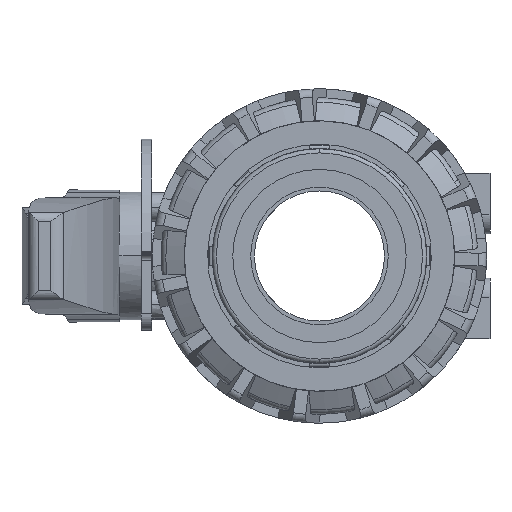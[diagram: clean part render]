
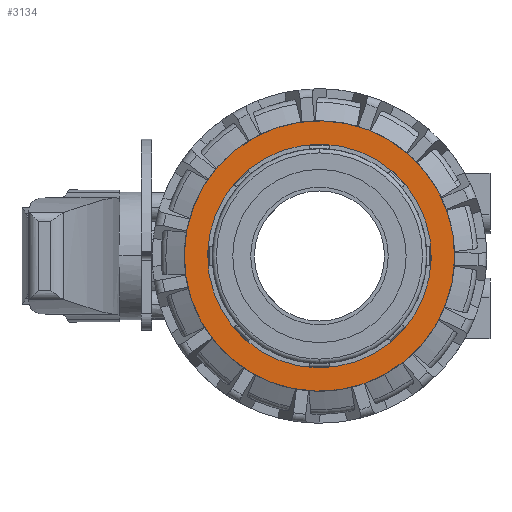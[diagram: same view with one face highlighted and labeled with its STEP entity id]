
A CAD part, left-side view. The second image highlights one B-rep face of the part: STEP entity #3134.
In plain terms, the highlighted planar face has unit normal (-1, 0, 0).
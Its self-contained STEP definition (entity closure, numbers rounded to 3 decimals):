
#3134=ADVANCED_FACE('',(#6499,#6500),#6501,.T.);
#6499=FACE_OUTER_BOUND('',#10125,.T.);
#6500=FACE_BOUND('',#10126,.T.);
#6501=PLANE('',#10127);
#10125=EDGE_LOOP('',(#19870,#19871));
#10126=EDGE_LOOP('',(#19872,#19873));
#10127=AXIS2_PLACEMENT_3D('',#19874,#19875,#19876);
#19870=ORIENTED_EDGE('',*,*,#24550,.T.);
#19871=ORIENTED_EDGE('',*,*,#25763,.T.);
#19872=ORIENTED_EDGE('',*,*,#25684,.T.);
#19873=ORIENTED_EDGE('',*,*,#24555,.T.);
#19874=CARTESIAN_POINT('',(-74.5,0.,0.));
#19875=DIRECTION('',(-1.0,0.,0.));
#19876=DIRECTION('',(0.,-0.876,0.482));
#24550=EDGE_CURVE('',#30113,#30177,#30179,.T.);
#24555=EDGE_CURVE('',#30182,#30186,#30188,.T.);
#25684=EDGE_CURVE('',#30186,#30182,#31893,.T.);
#25763=EDGE_CURVE('',#30177,#30113,#31986,.T.);
#30113=VERTEX_POINT('',#41068);
#30177=VERTEX_POINT('',#41133);
#30179=CIRCLE('',#41136,49.15);
#30182=VERTEX_POINT('',#41139);
#30186=VERTEX_POINT('',#41144);
#30188=CIRCLE('',#41147,40.65);
#31893=CIRCLE('',#45136,40.65);
#31986=CIRCLE('',#45320,49.15);
#41068=CARTESIAN_POINT('',(-74.5,-23.668,-43.076));
#41133=CARTESIAN_POINT('',(-74.5,23.668,43.076));
#41136=AXIS2_PLACEMENT_3D('',#50855,#50856,#50857);
#41139=CARTESIAN_POINT('',(-74.5,35.626,-19.575));
#41144=CARTESIAN_POINT('',(-74.5,-35.626,19.575));
#41147=AXIS2_PLACEMENT_3D('',#50863,#50864,#50865);
#45136=AXIS2_PLACEMENT_3D('',#52430,#52431,#52432);
#45320=AXIS2_PLACEMENT_3D('',#52503,#52504,#52505);
#50855=CARTESIAN_POINT('',(-74.5,0.,0.));
#50856=DIRECTION('',(-1.0,0.,0.));
#50857=DIRECTION('',(0.,-0.876,0.482));
#50863=CARTESIAN_POINT('',(-74.5,0.,0.));
#50864=DIRECTION('',(1.0,0.,0.));
#50865=DIRECTION('',(0.,0.876,-0.482));
#52430=CARTESIAN_POINT('',(-74.5,0.,0.));
#52431=DIRECTION('',(1.0,0.,0.));
#52432=DIRECTION('',(0.,0.876,-0.482));
#52503=CARTESIAN_POINT('',(-74.5,0.,0.));
#52504=DIRECTION('',(-1.0,0.,0.));
#52505=DIRECTION('',(0.,-0.876,0.482));
